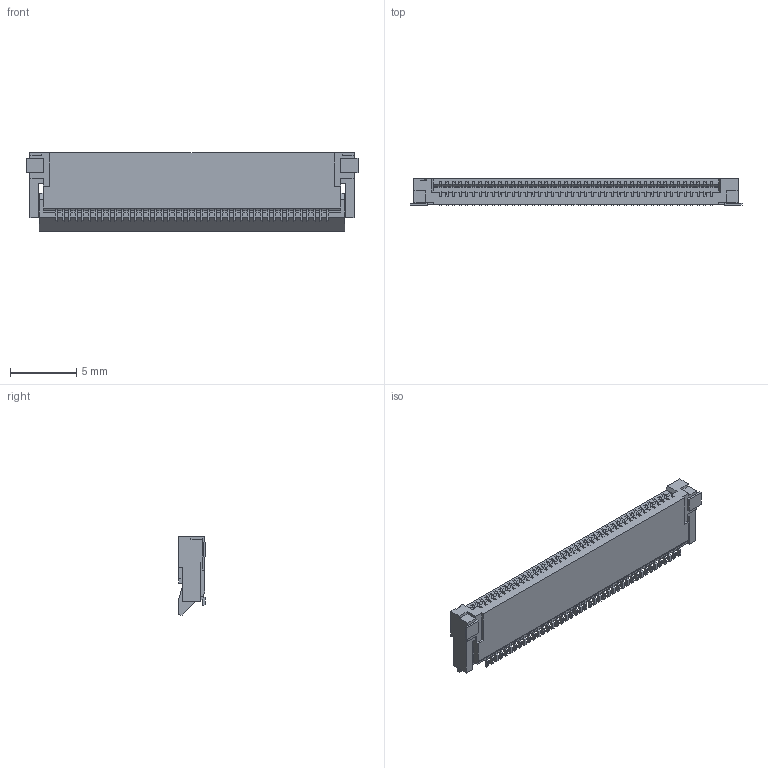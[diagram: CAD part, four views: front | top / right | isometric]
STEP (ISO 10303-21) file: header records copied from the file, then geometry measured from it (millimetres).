
FILE_DESCRIPTION(('STEP AP242'),'1');
FILE_NAME('xf2m-4215-1a.stp','2023-08-19T22:43:10',('TraceParts'),('TraceParts S.A.'),'Spatial InterOp 3D',' ',' ');
FILE_SCHEMA(('AP242_MANAGED_MODEL_BASED_3D_ENGINEERING_MIM_LF {1 0 10303 442 1 1 4}'));
Length unit declared in the file: millimetre
Products named in the file (1): xf2m-4215-1a
Bounding box: 25.1 x 2 x 5.9 mm (x, y, z)
Volume: 207.3 mm3; surface area: 783.3 mm2
Topology: 1 solids, 1 shells, 1595 faces, 4645 edges, 3096 vertices
Faces by surface type: plane 1594, cylinder 1
Entity records: 51580 total; most frequent: CARTESIAN_POINT 9337, ORIENTED_EDGE 9290, DIRECTION 7839, EDGE_CURVE 4645, LINE 4643, VECTOR 4643, VERTEX_POINT 3096, EDGE_LOOP 1639
